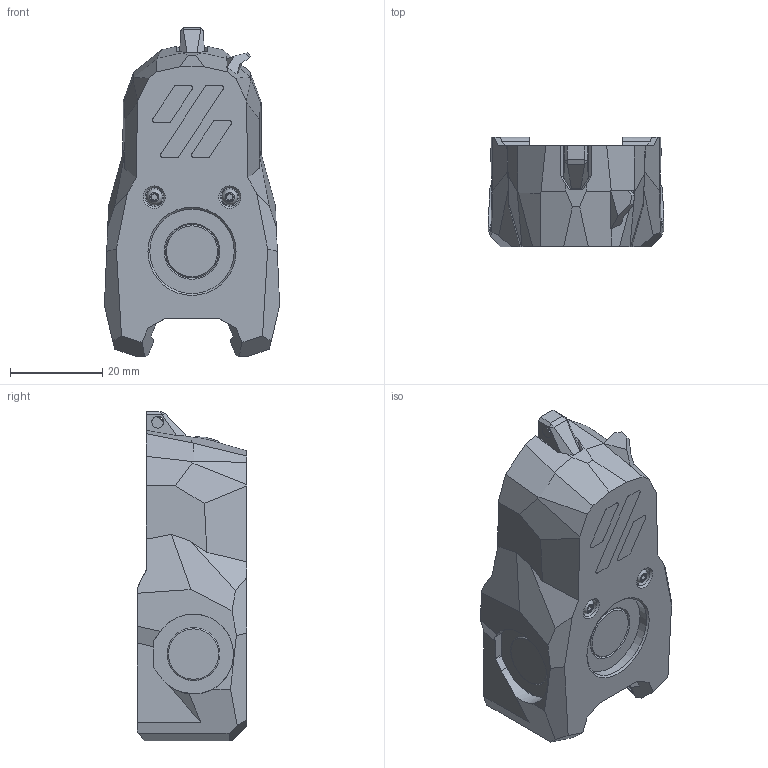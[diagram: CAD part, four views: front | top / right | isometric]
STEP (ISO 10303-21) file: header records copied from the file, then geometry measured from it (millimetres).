
FILE_DESCRIPTION(/* description */ (''),/* implementation_level */ '2;1');
FILE_NAME(/* name */ 'MiniSB_Ornament.step',/* time_stamp */ '2023-11-22T17:29:05-07:00',/* author */ (''),/* organization */ (''),/* preprocessor_version */ 'ST-DEVELOPER v20',/* originating_system */ 'Autodesk Translation Framework v12.14.0.127',/* authorisation */ '');
FILE_SCHEMA (('AUTOMOTIVE_DESIGN { 1 0 10303 214 3 1 1 }'));
Length unit declared in the file: millimetre
Products named in the file (7): MiniSB Ornament - Release; Ornament Cowling; Insert Sleeve; Hardware; M2x6 BHCS; Logo Cutters; Voron Logo Cutters
Assembly tree (7 placements, depth 3):
  MiniSB Ornament - Release
    Ornament Cowling
      Insert Sleeve
    Hardware
      M2x6 BHCS  x2
    Logo Cutters
      Voron Logo Cutters
Bounding box: 38.05 x 23.81 x 71.64 mm (x, y, z)
Volume: 17563.1 mm3; surface area: 19193.1 mm2
Topology: 7 solids, 7 shells, 588 faces, 1533 edges, 972 vertices
Faces by surface type: plane 348, bspline 95, cylinder 82, cone 57, sphere 4, torus 2
Full cylindrical faces by diameter (mm): 1.9 x2, 1.966 x1, 2 x2, 3.5 x2, 4.062 x2, 18.346 x1
Entity records: 31182 total; most frequent: CARTESIAN_POINT 17382, ORIENTED_EDGE 2996, DIRECTION 2614, EDGE_CURVE 1498, LINE 996, VECTOR 996, VERTEX_POINT 955, AXIS2_PLACEMENT_3D 809
